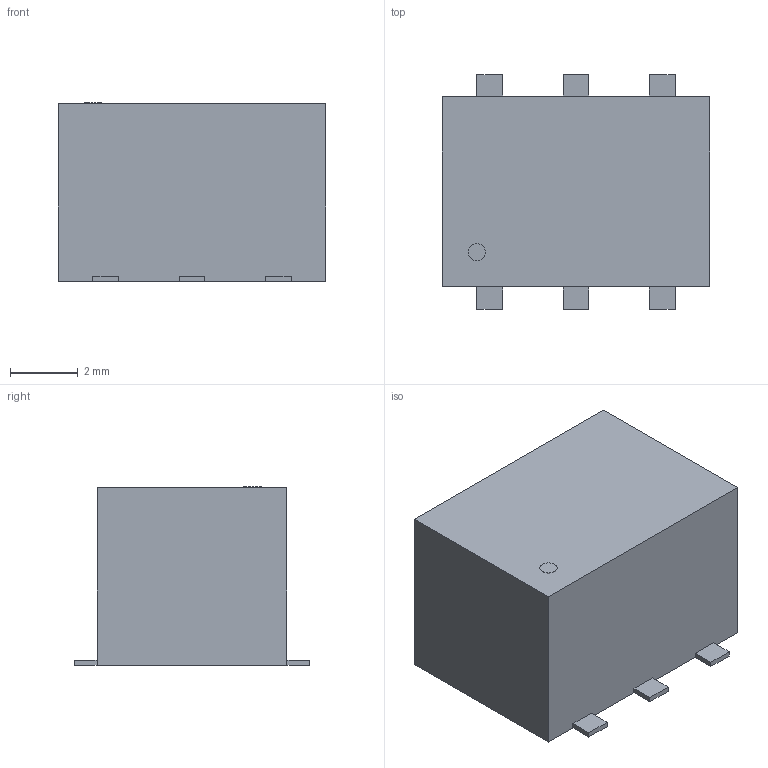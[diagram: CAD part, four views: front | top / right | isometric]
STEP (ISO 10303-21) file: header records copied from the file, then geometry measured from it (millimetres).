
FILE_DESCRIPTION(('FreeCAD Model'),'2;1');
FILE_NAME('Open CASCADE Shape Model','2021-05-28T17:17:23',('Author'),( ''),'Open CASCADE STEP processor 7.4','FreeCAD','Unknown');
FILE_SCHEMA(('AUTOMOTIVE_DESIGN { 1 0 10303 214 1 1 1 1 }'));
Length unit declared in the file: millimetre
Products named in the file (9): Unnamed; Cube; Cube001; Cube002; Cube003; Cube004; Cube005; Cube006; Cylinder
Assembly tree (8 placements, depth 2):
  Unnamed
    Cube
    Cube001
    Cube002
    Cube003
    Cube004
    Cube005
    Cube006
    Cylinder
Bounding box: 7.87 x 6.91 x 5.26 mm (x, y, z)
Volume: 230.7 mm3; surface area: 238.3 mm2
Topology: 8 solids, 8 shells, 45 faces, 87 edges, 58 vertices
Faces by surface type: plane 44, cylinder 1
Full cylindrical faces by diameter (mm): 0.508 x1
Entity records: 2478 total; most frequent: CARTESIAN_POINT 373, DIRECTION 371, LINE 257, VECTOR 257, ORIENTED_EDGE 174, PCURVE 174, DEFINITIONAL_REPRESENTATION 174, EDGE_CURVE 87
